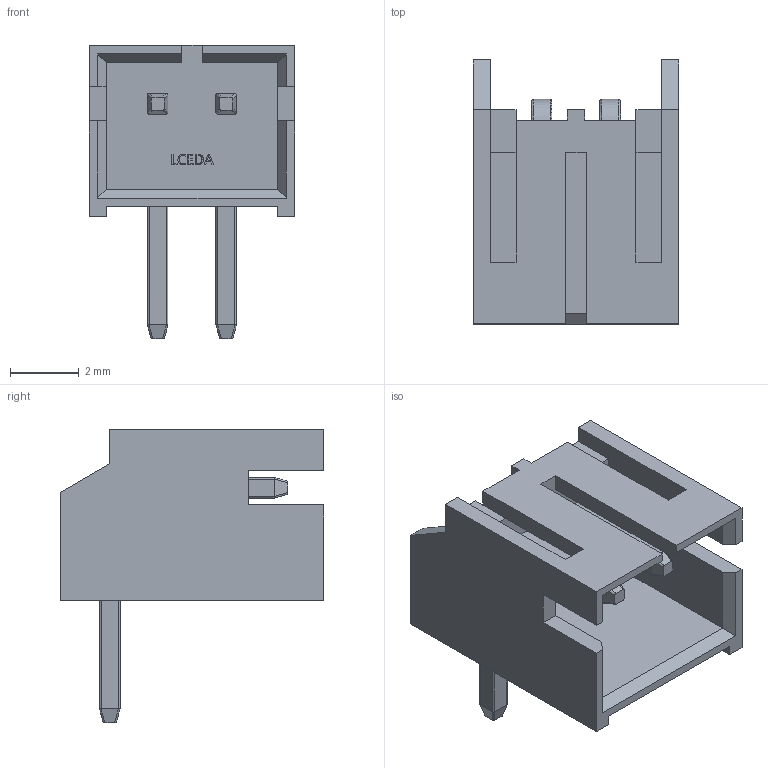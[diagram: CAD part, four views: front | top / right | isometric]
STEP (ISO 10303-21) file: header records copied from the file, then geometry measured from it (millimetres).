
FILE_DESCRIPTION (( 'STEP AP214' ), '1' );
FILE_NAME ('CONN-TH_HR-PH2.0-WI-2P.step', '2022-08-08T03:25:53', ( '' ), ( '' ), 'SwSTEP 2.0', 'SolidWorks 2020', '' );
FILE_SCHEMA (( 'AUTOMOTIVE_DESIGN' ));
Length unit declared in the file: millimetre
Products named in the file (1): CONN-TH_HR-PH2.0-WI-2P
Bounding box: 6 x 7.7 x 8.55 mm (x, y, z)
Volume: 86.4 mm3; surface area: 353.6 mm2
Topology: 14 solids, 14 shells, 425 faces, 1146 edges, 756 vertices
Faces by surface type: plane 269, bspline 112, cylinder 36, torus 8
Entity records: 19314 total; most frequent: CARTESIAN_POINT 4744, ORIENTED_EDGE 2292, DIRECTION 1506, EDGE_CURVE 1146, LINE 814, VECTOR 814, VERTEX_POINT 756, EDGE_LOOP 448
